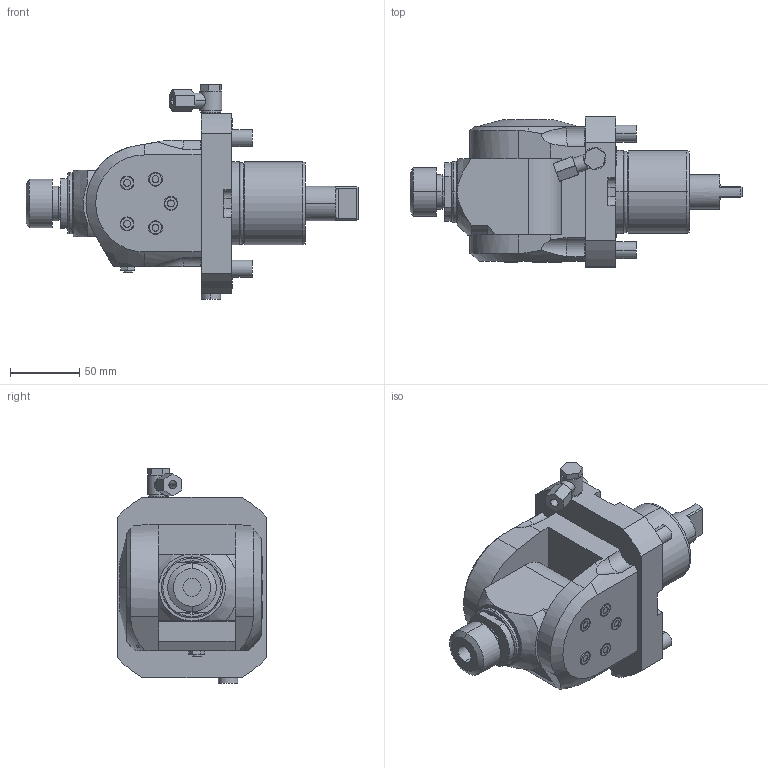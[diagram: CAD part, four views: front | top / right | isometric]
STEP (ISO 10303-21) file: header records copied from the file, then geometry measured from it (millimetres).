
FILE_DESCRIPTION((''),'2;1');
FILE_NAME('MNL0170020_CONF','2024-12-19T16:40:27',('fpalella'),('M.T. srl'),'CREO PARAMETRIC BY PTC INC, 2023352','CREO PARAMETRIC BY PTC INC, 2023352','');
FILE_SCHEMA(('CONFIG_CONTROL_DESIGN'));
Length unit declared in the file: millimetre
Products named in the file (1): MNL0170020_CONF
Bounding box: 239.16 x 108 x 154.5 mm (x, y, z)
Volume: 1089245 mm3; surface area: 105236.9 mm2
Topology: 1 solids, 1 shells, 319 faces, 788 edges, 509 vertices
Faces by surface type: plane 160, cylinder 103, cone 30, torus 22, extrusion 2, sphere 2
Entity records: 10385 total; most frequent: CARTESIAN_POINT 2639, DIRECTION 1643, ORIENTED_EDGE 1576, EDGE_CURVE 788, AXIS2_PLACEMENT_3D 613, VERTEX_POINT 509, VECTOR 417, LINE 415
